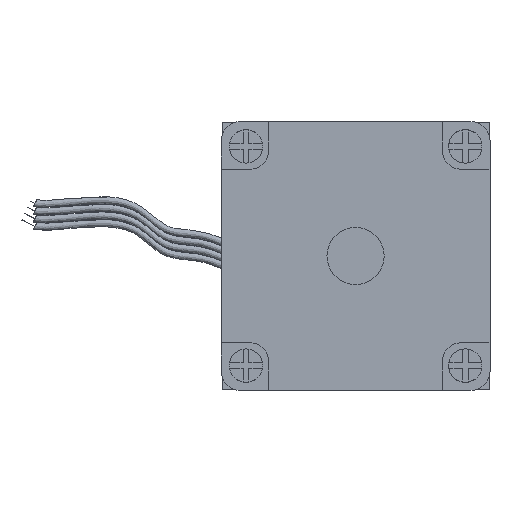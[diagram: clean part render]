
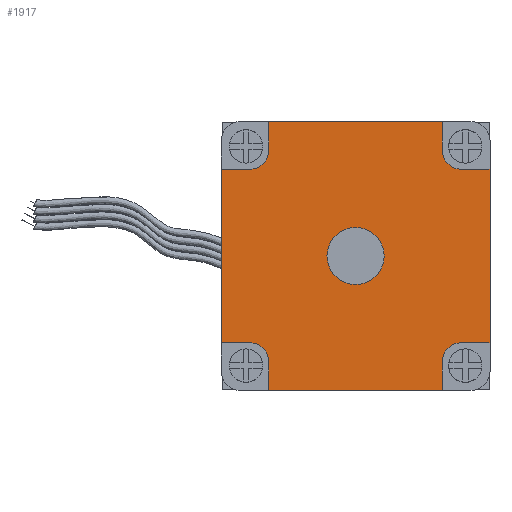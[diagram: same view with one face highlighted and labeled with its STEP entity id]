
A CAD part, front view. The second image highlights one B-rep face of the part: STEP entity #1917.
In plain terms, the highlighted planar face has unit normal (0, -1, 0).
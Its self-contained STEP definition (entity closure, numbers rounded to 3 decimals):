
#57 = CARTESIAN_POINT ( 'NONE',  ( 9.1, 0., 14.1 ) ) ;
#92 = CARTESIAN_POINT ( 'NONE',  ( -14.1, 0., 14.1 ) ) ;
#439 = CIRCLE ( 'NONE', #7145, 2. ) ;
#806 = CARTESIAN_POINT ( 'NONE',  ( -11.1, 0., -11.1 ) ) ;
#848 = DIRECTION ( 'NONE',  ( 0., -1., 0. ) ) ;
#932 = CARTESIAN_POINT ( 'NONE',  ( -9.1, 0., -11.1 ) ) ;
#982 = ORIENTED_EDGE ( 'NONE', *, *, #9525, .T. ) ;
#1038 = CARTESIAN_POINT ( 'NONE',  ( 9.1, 0., -14.1 ) ) ;
#1171 = VERTEX_POINT ( 'NONE', #13760 ) ;
#1190 = EDGE_LOOP ( 'NONE', ( #12352, #8439 ) ) ;
#1558 = ORIENTED_EDGE ( 'NONE', *, *, #13570, .F. ) ;
#1579 = VECTOR ( 'NONE', #11129, 1000. ) ;
#1743 = VERTEX_POINT ( 'NONE', #5838 ) ;
#1850 = DIRECTION ( 'NONE',  ( 0., 0., -1. ) ) ;
#1891 = CARTESIAN_POINT ( 'NONE',  ( -14.1, 0., -9.1 ) ) ;
#1917 = ADVANCED_FACE ( 'NONE', ( #4737, #6396 ), #2090, .F. ) ;
#1926 = CIRCLE ( 'NONE', #6002, 3. ) ;
#2090 = PLANE ( 'NONE',  #8016 ) ;
#2150 = VERTEX_POINT ( 'NONE', #7488 ) ;
#2468 = VECTOR ( 'NONE', #3437, 1000. ) ;
#2470 = DIRECTION ( 'NONE',  ( 1., 0., 0. ) ) ;
#2532 = CARTESIAN_POINT ( 'NONE',  ( -9.1, 0., -9.1 ) ) ;
#2669 = VECTOR ( 'NONE', #6746, 1000. ) ;
#2983 = DIRECTION ( 'NONE',  ( -1., 0., 0. ) ) ;
#3073 = CARTESIAN_POINT ( 'NONE',  ( 9.1, 0., -11.1 ) ) ;
#3171 = LINE ( 'NONE', #5548, #5368 ) ;
#3253 = CARTESIAN_POINT ( 'NONE',  ( -11.1, 0., -9.1 ) ) ;
#3421 = EDGE_CURVE ( 'NONE', #1171, #6672, #4085, .T. ) ;
#3437 = DIRECTION ( 'NONE',  ( 1., 0., 0. ) ) ;
#3466 = VERTEX_POINT ( 'NONE', #5810 ) ;
#3567 = DIRECTION ( 'NONE',  ( 0., 0., -1. ) ) ;
#4085 = LINE ( 'NONE', #92, #14977 ) ;
#4277 = LINE ( 'NONE', #17974, #1579 ) ;
#4283 = CARTESIAN_POINT ( 'NONE',  ( 14.1, 0., 9.1 ) ) ;
#4326 = EDGE_CURVE ( 'NONE', #6672, #4393, #11500, .T. ) ;
#4358 = DIRECTION ( 'NONE',  ( 1., 0., 0. ) ) ;
#4393 = VERTEX_POINT ( 'NONE', #4726 ) ;
#4545 = ORIENTED_EDGE ( 'NONE', *, *, #3421, .F. ) ;
#4726 = CARTESIAN_POINT ( 'NONE',  ( 9.1, 0., 11.1 ) ) ;
#4737 = FACE_BOUND ( 'NONE', #1190, .T. ) ;
#4760 = CARTESIAN_POINT ( 'NONE',  ( 0., 0., 0. ) ) ;
#5203 = VERTEX_POINT ( 'NONE', #16200 ) ;
#5368 = VECTOR ( 'NONE', #11398, 1000. ) ;
#5548 = CARTESIAN_POINT ( 'NONE',  ( 9.1, 0., -9.1 ) ) ;
#5592 = VERTEX_POINT ( 'NONE', #10678 ) ;
#5692 = CARTESIAN_POINT ( 'NONE',  ( -11.1, 0., 11.1 ) ) ;
#5701 = VERTEX_POINT ( 'NONE', #14283 ) ;
#5756 = CARTESIAN_POINT ( 'NONE',  ( -9.1, 0., 9.1 ) ) ;
#5784 = LINE ( 'NONE', #12813, #8496 ) ;
#5810 = CARTESIAN_POINT ( 'NONE',  ( -9.1, 0., -14.1 ) ) ;
#5838 = CARTESIAN_POINT ( 'NONE',  ( 0., 0., -3. ) ) ;
#5946 = EDGE_CURVE ( 'NONE', #13688, #5203, #13280, .T. ) ;
#6002 = AXIS2_PLACEMENT_3D ( 'NONE', #4760, #848, #3567 ) ;
#6010 = CIRCLE ( 'NONE', #17684, 3. ) ;
#6141 = EDGE_CURVE ( 'NONE', #5701, #1743, #1926, .T. ) ;
#6172 = VERTEX_POINT ( 'NONE', #932 ) ;
#6396 = FACE_OUTER_BOUND ( 'NONE', #16217, .T. ) ;
#6551 = ORIENTED_EDGE ( 'NONE', *, *, #9993, .F. ) ;
#6672 = VERTEX_POINT ( 'NONE', #57 ) ;
#6746 = DIRECTION ( 'NONE',  ( 0., 0., 1. ) ) ;
#6880 = DIRECTION ( 'NONE',  ( 0., 1., 0. ) ) ;
#6985 = EDGE_CURVE ( 'NONE', #1743, #5701, #6010, .T. ) ;
#7126 = DIRECTION ( 'NONE',  ( 0., 0., -1. ) ) ;
#7145 = AXIS2_PLACEMENT_3D ( 'NONE', #806, #11934, #17491 ) ;
#7230 = ORIENTED_EDGE ( 'NONE', *, *, #8517, .T. ) ;
#7266 = EDGE_CURVE ( 'NONE', #13248, #8329, #7540, .T. ) ;
#7376 = VECTOR ( 'NONE', #13735, 1000. ) ;
#7488 = CARTESIAN_POINT ( 'NONE',  ( 14.1, 0., -9.1 ) ) ;
#7496 = ORIENTED_EDGE ( 'NONE', *, *, #17133, .F. ) ;
#7540 = LINE ( 'NONE', #14128, #10711 ) ;
#7661 = DIRECTION ( 'NONE',  ( 1., 0., 0. ) ) ;
#7776 = CARTESIAN_POINT ( 'NONE',  ( 0., 0., 0. ) ) ;
#7877 = CARTESIAN_POINT ( 'NONE',  ( 11.1, 0., -11.1 ) ) ;
#7896 = CARTESIAN_POINT ( 'NONE',  ( -9.1, 0., 9.1 ) ) ;
#8016 = AXIS2_PLACEMENT_3D ( 'NONE', #11959, #10320, #7661 ) ;
#8024 = CARTESIAN_POINT ( 'NONE',  ( -14.1, 0., -14.1 ) ) ;
#8329 = VERTEX_POINT ( 'NONE', #1891 ) ;
#8439 = ORIENTED_EDGE ( 'NONE', *, *, #6141, .F. ) ;
#8496 = VECTOR ( 'NONE', #1850, 1000. ) ;
#8517 = EDGE_CURVE ( 'NONE', #1171, #13688, #10932, .T. ) ;
#8573 = DIRECTION ( 'NONE',  ( -1., 0., 0. ) ) ;
#8692 = CARTESIAN_POINT ( 'NONE',  ( -9.1, 0., 11.1 ) ) ;
#8829 = CARTESIAN_POINT ( 'NONE',  ( 9.1, 0., 9.1 ) ) ;
#8867 = AXIS2_PLACEMENT_3D ( 'NONE', #18043, #13932, #13836 ) ;
#9000 = EDGE_CURVE ( 'NONE', #15073, #5592, #10608, .T. ) ;
#9242 = VERTEX_POINT ( 'NONE', #14963 ) ;
#9244 = AXIS2_PLACEMENT_3D ( 'NONE', #5692, #12807, #9976 ) ;
#9370 = DIRECTION ( 'NONE',  ( 0., 0., 1. ) ) ;
#9482 = ORIENTED_EDGE ( 'NONE', *, *, #17329, .F. ) ;
#9525 = EDGE_CURVE ( 'NONE', #5203, #9242, #16807, .T. ) ;
#9881 = ORIENTED_EDGE ( 'NONE', *, *, #10085, .T. ) ;
#9976 = DIRECTION ( 'NONE',  ( 0., 0., 1. ) ) ;
#9993 = EDGE_CURVE ( 'NONE', #12927, #14668, #13193, .T. ) ;
#10085 = EDGE_CURVE ( 'NONE', #13248, #6172, #439, .T. ) ;
#10138 = EDGE_CURVE ( 'NONE', #12927, #4393, #17332, .T. ) ;
#10320 = DIRECTION ( 'NONE',  ( 0., 1., 0. ) ) ;
#10353 = ORIENTED_EDGE ( 'NONE', *, *, #10138, .T. ) ;
#10426 = ORIENTED_EDGE ( 'NONE', *, *, #5946, .T. ) ;
#10608 = CIRCLE ( 'NONE', #12058, 2. ) ;
#10678 = CARTESIAN_POINT ( 'NONE',  ( 11.1, 0., -9.1 ) ) ;
#10711 = VECTOR ( 'NONE', #2983, 1000. ) ;
#10779 = ORIENTED_EDGE ( 'NONE', *, *, #12571, .F. ) ;
#10932 = LINE ( 'NONE', #7896, #7376 ) ;
#10945 = EDGE_CURVE ( 'NONE', #13918, #15073, #3171, .T. ) ;
#11129 = DIRECTION ( 'NONE',  ( -1., 0., 0. ) ) ;
#11398 = DIRECTION ( 'NONE',  ( 0., 0., 1. ) ) ;
#11500 = LINE ( 'NONE', #8829, #16139 ) ;
#11751 = CARTESIAN_POINT ( 'NONE',  ( 9.1, 0., 9.1 ) ) ;
#11806 = DIRECTION ( 'NONE',  ( 0., -1., 0. ) ) ;
#11807 = VECTOR ( 'NONE', #8573, 1000. ) ;
#11887 = CARTESIAN_POINT ( 'NONE',  ( 9.1, 0., -9.1 ) ) ;
#11934 = DIRECTION ( 'NONE',  ( 0., 1., 0. ) ) ;
#11959 = CARTESIAN_POINT ( 'NONE',  ( 0., 0., 0. ) ) ;
#12058 = AXIS2_PLACEMENT_3D ( 'NONE', #7877, #6880, #17554 ) ;
#12238 = LINE ( 'NONE', #11887, #16151 ) ;
#12352 = ORIENTED_EDGE ( 'NONE', *, *, #6985, .F. ) ;
#12365 = ORIENTED_EDGE ( 'NONE', *, *, #16456, .T. ) ;
#12571 = EDGE_CURVE ( 'NONE', #13918, #3466, #4277, .T. ) ;
#12807 = DIRECTION ( 'NONE',  ( 0., 1., 0. ) ) ;
#12813 = CARTESIAN_POINT ( 'NONE',  ( 14.1, 0., -14.1 ) ) ;
#12927 = VERTEX_POINT ( 'NONE', #16140 ) ;
#13146 = VECTOR ( 'NONE', #9370, 1000. ) ;
#13193 = LINE ( 'NONE', #11751, #2468 ) ;
#13248 = VERTEX_POINT ( 'NONE', #3253 ) ;
#13280 = CIRCLE ( 'NONE', #9244, 2. ) ;
#13570 = EDGE_CURVE ( 'NONE', #14668, #2150, #5784, .T. ) ;
#13688 = VERTEX_POINT ( 'NONE', #8692 ) ;
#13724 = ORIENTED_EDGE ( 'NONE', *, *, #7266, .F. ) ;
#13735 = DIRECTION ( 'NONE',  ( 0., 0., -1. ) ) ;
#13760 = CARTESIAN_POINT ( 'NONE',  ( -9.1, 0., 14.1 ) ) ;
#13836 = DIRECTION ( 'NONE',  ( 0., 0., 1. ) ) ;
#13918 = VERTEX_POINT ( 'NONE', #1038 ) ;
#13932 = DIRECTION ( 'NONE',  ( 0., 1., 0. ) ) ;
#14128 = CARTESIAN_POINT ( 'NONE',  ( -9.1, 0., -9.1 ) ) ;
#14283 = CARTESIAN_POINT ( 'NONE',  ( 0., 0., 3. ) ) ;
#14668 = VERTEX_POINT ( 'NONE', #4283 ) ;
#14720 = DIRECTION ( 'NONE',  ( 0., 0., -1. ) ) ;
#14841 = ORIENTED_EDGE ( 'NONE', *, *, #9000, .T. ) ;
#14963 = CARTESIAN_POINT ( 'NONE',  ( -14.1, 0., 9.1 ) ) ;
#14977 = VECTOR ( 'NONE', #4358, 1000. ) ;
#15049 = LINE ( 'NONE', #2532, #13146 ) ;
#15073 = VERTEX_POINT ( 'NONE', #3073 ) ;
#15156 = LINE ( 'NONE', #8024, #2669 ) ;
#16139 = VECTOR ( 'NONE', #7126, 1000. ) ;
#16140 = CARTESIAN_POINT ( 'NONE',  ( 11.1, 0., 9.1 ) ) ;
#16151 = VECTOR ( 'NONE', #2470, 1000. ) ;
#16200 = CARTESIAN_POINT ( 'NONE',  ( -11.1, 0., 9.1 ) ) ;
#16217 = EDGE_LOOP ( 'NONE', ( #1558, #6551, #10353, #17910, #4545, #7230, #10426, #982, #7496, #13724, #9881, #9482, #10779, #16287, #14841, #12365 ) ) ;
#16287 = ORIENTED_EDGE ( 'NONE', *, *, #10945, .T. ) ;
#16456 = EDGE_CURVE ( 'NONE', #5592, #2150, #12238, .T. ) ;
#16807 = LINE ( 'NONE', #5756, #11807 ) ;
#17133 = EDGE_CURVE ( 'NONE', #8329, #9242, #15156, .T. ) ;
#17329 = EDGE_CURVE ( 'NONE', #3466, #6172, #15049, .T. ) ;
#17332 = CIRCLE ( 'NONE', #8867, 2. ) ;
#17491 = DIRECTION ( 'NONE',  ( 0., 0., 1. ) ) ;
#17554 = DIRECTION ( 'NONE',  ( 0., 0., 1. ) ) ;
#17684 = AXIS2_PLACEMENT_3D ( 'NONE', #7776, #11806, #14720 ) ;
#17910 = ORIENTED_EDGE ( 'NONE', *, *, #4326, .F. ) ;
#17974 = CARTESIAN_POINT ( 'NONE',  ( -14.1, 0., -14.1 ) ) ;
#18043 = CARTESIAN_POINT ( 'NONE',  ( 11.1, 0., 11.1 ) ) ;
